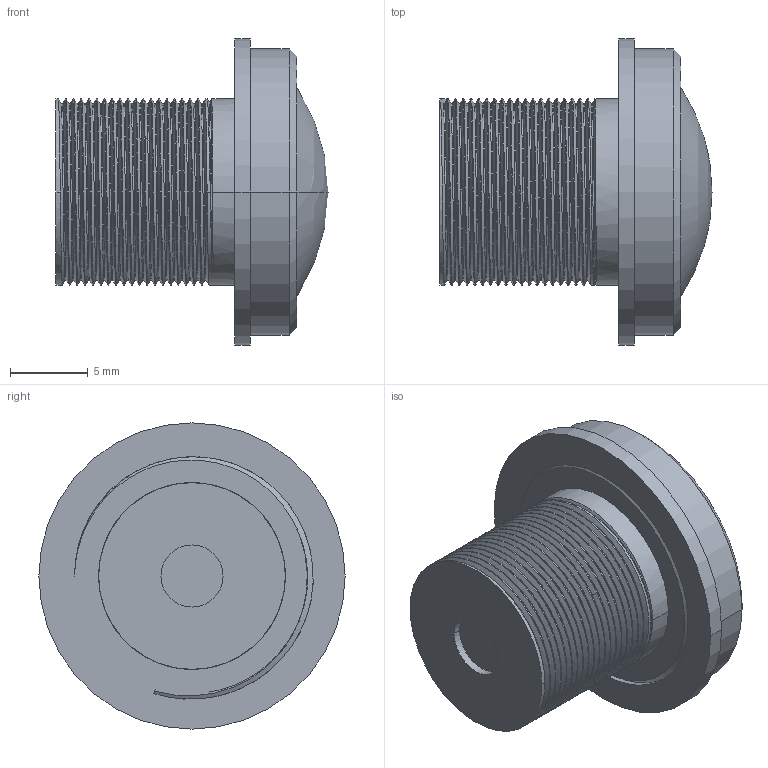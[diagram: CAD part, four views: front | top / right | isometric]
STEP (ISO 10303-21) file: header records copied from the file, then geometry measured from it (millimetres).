
FILE_DESCRIPTION((''),'2;1');
FILE_NAME('LN031','2021-06-28T17:10:28',('Arducam'),(''),'CREO PARAMETRIC BY PTC INC, 2019080','CREO PARAMETRIC BY PTC INC, 2019080','');
FILE_SCHEMA(('AUTOMOTIVE_DESIGN { 1 0 10303 214 1 1 1 1 }'));
Length unit declared in the file: millimetre
Products named in the file (1): LN031
Bounding box: 17.5 x 19.7 x 19.7 mm (x, y, z)
Volume: 2333.6 mm3; surface area: 1872.2 mm2
Topology: 2 solids, 2 shells, 84 faces, 212 edges, 135 vertices
Faces by surface type: cylinder 49, bspline 22, plane 9, cone 2, sphere 2
Entity records: 12553 total; most frequent: CARTESIAN_POINT 10176, ORIENTED_EDGE 420, DIRECTION 245, EDGE_CURVE 210, VERTEX_POINT 135, B_SPLINE_CURVE_WITH_KNOTS 115, EDGE_LOOP 89, AXIS2_PLACEMENT_3D 88
